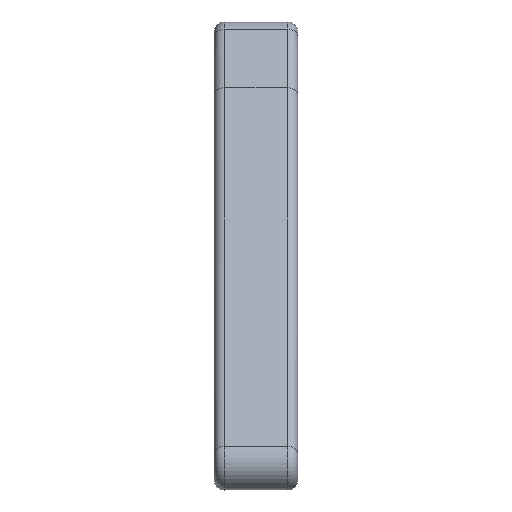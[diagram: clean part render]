
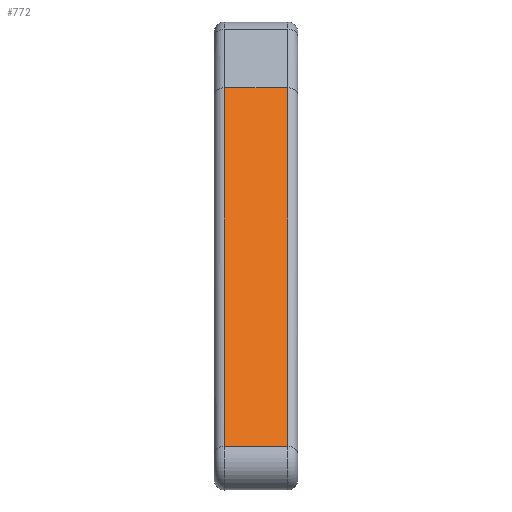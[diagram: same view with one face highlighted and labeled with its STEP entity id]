
A CAD part, top view. The second image highlights one B-rep face of the part: STEP entity #772.
In plain terms, the highlighted planar face has unit normal (0, 0.709, 0.706).
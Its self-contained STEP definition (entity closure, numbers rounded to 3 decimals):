
#61=FACE_OUTER_BOUND('',#110,.T.);
#110=EDGE_LOOP('',(#539,#540,#541,#542,#543));
#213=LINE('',#1214,#272);
#219=LINE('',#1239,#278);
#220=LINE('',#1242,#279);
#221=LINE('',#1244,#280);
#222=LINE('',#1245,#281);
#272=VECTOR('',#948,10.);
#278=VECTOR('',#974,10.);
#279=VECTOR('',#977,10.);
#280=VECTOR('',#978,10.);
#281=VECTOR('',#979,10.);
#335=VERTEX_POINT('',#1211);
#336=VERTEX_POINT('',#1213);
#343=VERTEX_POINT('',#1230);
#346=VERTEX_POINT('',#1241);
#347=VERTEX_POINT('',#1243);
#405=EDGE_CURVE('',#335,#336,#213,.T.);
#418=EDGE_CURVE('',#343,#335,#219,.T.);
#419=EDGE_CURVE('',#346,#343,#220,.T.);
#420=EDGE_CURVE('',#347,#346,#221,.T.);
#421=EDGE_CURVE('',#336,#347,#222,.T.);
#539=ORIENTED_EDGE('',*,*,#419,.F.);
#540=ORIENTED_EDGE('',*,*,#420,.F.);
#541=ORIENTED_EDGE('',*,*,#421,.F.);
#542=ORIENTED_EDGE('',*,*,#405,.F.);
#543=ORIENTED_EDGE('',*,*,#418,.F.);
#752=PLANE('',#846);
#772=ADVANCED_FACE('',(#61),#752,.T.);
#846=AXIS2_PLACEMENT_3D('',#1240,#975,#976);
#948=DIRECTION('',(1.,0.,0.));
#974=DIRECTION('',(0.,0.705,-0.709));
#975=DIRECTION('center_axis',(0.,0.709,0.705));
#976=DIRECTION('ref_axis',(0.,-0.705,0.709));
#977=DIRECTION('',(-1.,0.,0.));
#978=DIRECTION('',(0.,-0.705,0.709));
#979=DIRECTION('',(1.,0.,0.));
#1211=CARTESIAN_POINT('',(469.763,125.814,-107.883));
#1213=CARTESIAN_POINT('',(472.863,125.814,-107.882));
#1214=CARTESIAN_POINT('',(475.764,125.814,-107.882));
#1230=CARTESIAN_POINT('',(469.757,90.539,-72.447));
#1239=CARTESIAN_POINT('',(469.762,116.813,-98.841));
#1240=CARTESIAN_POINT('Origin',(474.463,125.814,-107.882));
#1241=CARTESIAN_POINT('',(475.957,90.539,-72.446));
#1242=CARTESIAN_POINT('',(469.257,90.539,-72.447));
#1243=CARTESIAN_POINT('',(475.963,125.814,-107.882));
#1244=CARTESIAN_POINT('',(475.962,116.813,-98.839));
#1245=CARTESIAN_POINT('',(475.764,125.814,-107.882));
